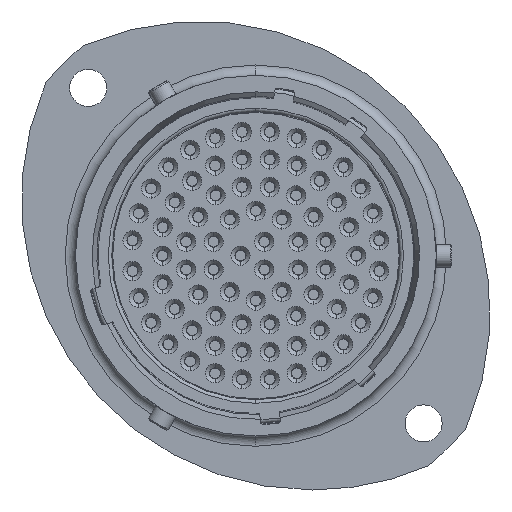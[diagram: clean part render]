
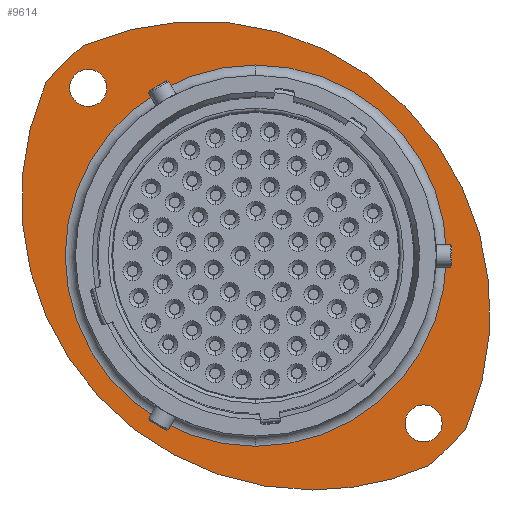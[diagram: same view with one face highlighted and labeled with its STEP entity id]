
A CAD part, left-side view. The second image highlights one B-rep face of the part: STEP entity #9614.
In plain terms, the highlighted planar face has unit normal (-1, 0, 0).
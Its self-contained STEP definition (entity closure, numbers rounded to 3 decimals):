
#478 = EDGE_CURVE ( 'NONE', #74209, #69354, #65340, .T. ) ;
#493 = VERTEX_POINT ( 'NONE', #11157 ) ;
#708 = CARTESIAN_POINT ( 'NONE',  ( 4.955, -10.512, -15.104 ) ) ;
#2440 = CARTESIAN_POINT ( 'NONE',  ( 4.955, 23.731, 0.042 ) ) ;
#2838 = DIRECTION ( 'NONE',  ( -1., 0., 0. ) ) ;
#3082 = CARTESIAN_POINT ( 'NONE',  ( 4.955, 2.961, -20.508 ) ) ;
#3723 = DIRECTION ( 'NONE',  ( 1., 0., 0. ) ) ;
#3831 = DIRECTION ( 'NONE',  ( 0., 0., -1. ) ) ;
#3991 = ORIENTED_EDGE ( 'NONE', *, *, #22052, .T. ) ;
#4555 = VERTEX_POINT ( 'NONE', #43399 ) ;
#4866 = ORIENTED_EDGE ( 'NONE', *, *, #14936, .T. ) ;
#7439 = ORIENTED_EDGE ( 'NONE', *, *, #73617, .F. ) ;
#7956 = AXIS2_PLACEMENT_3D ( 'NONE', #26056, #25773, #51690 ) ;
#9005 = DIRECTION ( 'NONE',  ( -1., 0., 0. ) ) ;
#9389 = CARTESIAN_POINT ( 'NONE',  ( 4.955, 7.911, 16.762 ) ) ;
#9614 = ADVANCED_FACE ( 'NONE', ( #49538, #81014, #53774, #29498 ), #64208, .F. ) ;
#11157 = CARTESIAN_POINT ( 'NONE',  ( 4.955, -7.236, -18.38 ) ) ;
#11736 = CARTESIAN_POINT ( 'NONE',  ( 4.955, 26.333, 15.189 ) ) ;
#12937 = CIRCLE ( 'NONE', #18465, 1.625 ) ;
#13587 = DIRECTION ( 'NONE',  ( 0., 0., -1. ) ) ;
#14726 = CIRCLE ( 'NONE', #22116, 16.72 ) ;
#14936 = EDGE_CURVE ( 'NONE', #74487, #58311, #31622, .T. ) ;
#15385 = EDGE_LOOP ( 'NONE', ( #54638, #3991 ) ) ;
#15933 = ORIENTED_EDGE ( 'NONE', *, *, #86899, .T. ) ;
#18465 = AXIS2_PLACEMENT_3D ( 'NONE', #38963, #24517, #71544 ) ;
#19998 = EDGE_CURVE ( 'NONE', #58311, #493, #51309, .T. ) ;
#21765 = ORIENTED_EDGE ( 'NONE', *, *, #19998, .T. ) ;
#22052 = EDGE_CURVE ( 'NONE', #69354, #74209, #14726, .T. ) ;
#22116 = AXIS2_PLACEMENT_3D ( 'NONE', #84113, #30613, #84407 ) ;
#22876 = CARTESIAN_POINT ( 'NONE',  ( 4.955, 22.618, 14.75 ) ) ;
#24517 = DIRECTION ( 'NONE',  ( -1., 0., 0. ) ) ;
#25773 = DIRECTION ( 'NONE',  ( -1., 0., 0. ) ) ;
#26056 = CARTESIAN_POINT ( 'NONE',  ( 4.955, -6.797, -14.665 ) ) ;
#26786 = DIRECTION ( 'NONE',  ( -1., 0., 0. ) ) ;
#27087 = AXIS2_PLACEMENT_3D ( 'NONE', #44468, #85576, #3831 ) ;
#27525 = ORIENTED_EDGE ( 'NONE', *, *, #69260, .F. ) ;
#28400 = ORIENTED_EDGE ( 'NONE', *, *, #60248, .F. ) ;
#28577 = VERTEX_POINT ( 'NONE', #58914 ) ;
#29498 = FACE_OUTER_BOUND ( 'NONE', #31640, .T. ) ;
#30613 = DIRECTION ( 'NONE',  ( 1., 0., 0. ) ) ;
#30652 = CARTESIAN_POINT ( 'NONE',  ( 4.955, 22.618, 13.125 ) ) ;
#31622 = CIRCLE ( 'NONE', #48059, 25.5 ) ;
#31640 = EDGE_LOOP ( 'NONE', ( #4866, #21765, #72200, #15933, #72916 ) ) ;
#33827 = CARTESIAN_POINT ( 'NONE',  ( 4.955, 2.961, 4.992 ) ) ;
#35720 = AXIS2_PLACEMENT_3D ( 'NONE', #45239, #3723, #77796 ) ;
#35910 = AXIS2_PLACEMENT_3D ( 'NONE', #55709, #9005, #36376 ) ;
#36101 = AXIS2_PLACEMENT_3D ( 'NONE', #82481, #74648, #55492 ) ;
#36202 = CARTESIAN_POINT ( 'NONE',  ( 4.955, -6.797, -14.665 ) ) ;
#36376 = DIRECTION ( 'NONE',  ( 0., 0., -1. ) ) ;
#37876 = CARTESIAN_POINT ( 'NONE',  ( 4.955, 7.911, 0.042 ) ) ;
#38940 = CARTESIAN_POINT ( 'NONE',  ( 4.955, 22.618, 16.375 ) ) ;
#38963 = CARTESIAN_POINT ( 'NONE',  ( 4.955, 22.618, 14.75 ) ) ;
#40381 = CIRCLE ( 'NONE', #76845, 1.625 ) ;
#43399 = CARTESIAN_POINT ( 'NONE',  ( 4.955, -6.797, -16.29 ) ) ;
#44468 = CARTESIAN_POINT ( 'NONE',  ( 4.955, 12.86, -4.907 ) ) ;
#45239 = CARTESIAN_POINT ( 'NONE',  ( 4.955, 7.911, 0.042 ) ) ;
#46949 = CIRCLE ( 'NONE', #85590, 23.85 ) ;
#48059 = AXIS2_PLACEMENT_3D ( 'NONE', #33827, #26786, #13587 ) ;
#48176 = AXIS2_PLACEMENT_3D ( 'NONE', #22876, #2838, #69899 ) ;
#48237 = EDGE_CURVE ( 'NONE', #493, #74609, #57458, .T. ) ;
#49538 = FACE_BOUND ( 'NONE', #15385, .T. ) ;
#49685 = DIRECTION ( 'NONE',  ( 0., 0., -1. ) ) ;
#50139 = CIRCLE ( 'NONE', #48176, 1.625 ) ;
#50817 = EDGE_LOOP ( 'NONE', ( #7439, #28400 ) ) ;
#51309 = CIRCLE ( 'NONE', #35910, 25.5 ) ;
#51690 = DIRECTION ( 'NONE',  ( 0., 0., -1. ) ) ;
#53774 = FACE_BOUND ( 'NONE', #50817, .T. ) ;
#54638 = ORIENTED_EDGE ( 'NONE', *, *, #478, .T. ) ;
#55492 = DIRECTION ( 'NONE',  ( 0., 0., 1. ) ) ;
#55709 = CARTESIAN_POINT ( 'NONE',  ( 4.955, 2.961, 4.992 ) ) ;
#56415 = EDGE_LOOP ( 'NONE', ( #63856, #27525 ) ) ;
#56855 = DIRECTION ( 'NONE',  ( 1., 0., 0. ) ) ;
#57458 = CIRCLE ( 'NONE', #36101, 23.85 ) ;
#58311 = VERTEX_POINT ( 'NONE', #3082 ) ;
#58761 = VERTEX_POINT ( 'NONE', #30652 ) ;
#58914 = CARTESIAN_POINT ( 'NONE',  ( 4.955, 23.057, 18.465 ) ) ;
#59280 = DIRECTION ( 'NONE',  ( 0., 0., 1. ) ) ;
#60248 = EDGE_CURVE ( 'NONE', #73431, #4555, #40381, .T. ) ;
#63049 = CIRCLE ( 'NONE', #27087, 25.5 ) ;
#63856 = ORIENTED_EDGE ( 'NONE', *, *, #86039, .F. ) ;
#64208 = PLANE ( 'NONE',  #83297 ) ;
#65340 = CIRCLE ( 'NONE', #35720, 16.72 ) ;
#69260 = EDGE_CURVE ( 'NONE', #81836, #58761, #50139, .T. ) ;
#69354 = VERTEX_POINT ( 'NONE', #9389 ) ;
#69899 = DIRECTION ( 'NONE',  ( 0., 0., -1. ) ) ;
#71544 = DIRECTION ( 'NONE',  ( 0., 0., -1. ) ) ;
#71634 = DIRECTION ( 'NONE',  ( -1., 0., 0. ) ) ;
#72200 = ORIENTED_EDGE ( 'NONE', *, *, #48237, .T. ) ;
#72916 = ORIENTED_EDGE ( 'NONE', *, *, #81196, .T. ) ;
#73404 = CIRCLE ( 'NONE', #7956, 1.625 ) ;
#73431 = VERTEX_POINT ( 'NONE', #78056 ) ;
#73617 = EDGE_CURVE ( 'NONE', #4555, #73431, #73404, .T. ) ;
#74209 = VERTEX_POINT ( 'NONE', #80195 ) ;
#74487 = VERTEX_POINT ( 'NONE', #11736 ) ;
#74609 = VERTEX_POINT ( 'NONE', #708 ) ;
#74648 = DIRECTION ( 'NONE',  ( -1., 0., 0. ) ) ;
#76845 = AXIS2_PLACEMENT_3D ( 'NONE', #36202, #84025, #49685 ) ;
#77109 = DIRECTION ( 'NONE',  ( 0., 0., -1. ) ) ;
#77796 = DIRECTION ( 'NONE',  ( 0., 0., -1. ) ) ;
#78056 = CARTESIAN_POINT ( 'NONE',  ( 4.955, -6.797, -13.04 ) ) ;
#80195 = CARTESIAN_POINT ( 'NONE',  ( 4.955, 7.911, -16.678 ) ) ;
#81014 = FACE_BOUND ( 'NONE', #56415, .T. ) ;
#81196 = EDGE_CURVE ( 'NONE', #28577, #74487, #46949, .T. ) ;
#81836 = VERTEX_POINT ( 'NONE', #38940 ) ;
#82481 = CARTESIAN_POINT ( 'NONE',  ( 4.955, 7.911, 0.042 ) ) ;
#83297 = AXIS2_PLACEMENT_3D ( 'NONE', #2440, #56855, #77109 ) ;
#84025 = DIRECTION ( 'NONE',  ( -1., 0., 0. ) ) ;
#84113 = CARTESIAN_POINT ( 'NONE',  ( 4.955, 7.911, 0.042 ) ) ;
#84407 = DIRECTION ( 'NONE',  ( 0., 0., -1. ) ) ;
#85576 = DIRECTION ( 'NONE',  ( -1., 0., 0. ) ) ;
#85590 = AXIS2_PLACEMENT_3D ( 'NONE', #37876, #71634, #59280 ) ;
#86039 = EDGE_CURVE ( 'NONE', #58761, #81836, #12937, .T. ) ;
#86899 = EDGE_CURVE ( 'NONE', #74609, #28577, #63049, .T. ) ;
